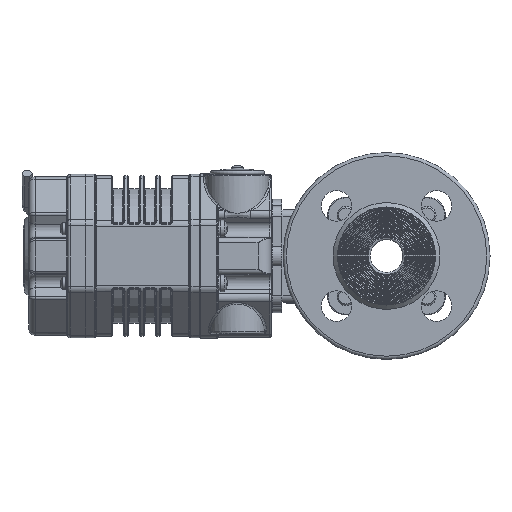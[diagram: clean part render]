
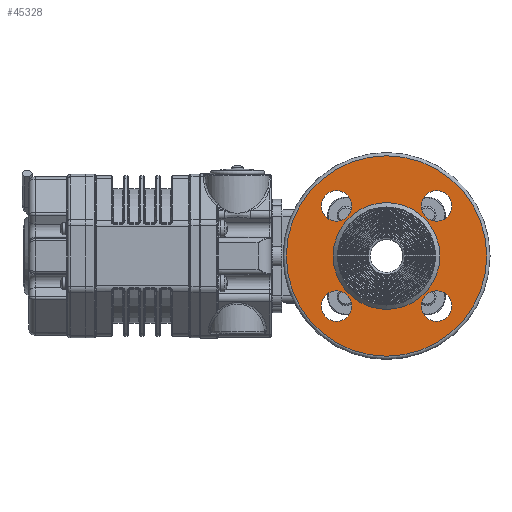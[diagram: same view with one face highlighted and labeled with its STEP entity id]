
A CAD part, left-side view. The second image highlights one B-rep face of the part: STEP entity #45328.
In plain terms, the highlighted planar face has unit normal (-1, 0, 0).
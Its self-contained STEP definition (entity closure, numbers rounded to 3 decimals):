
#6684=PLANE('',#56164);
#11598=ORIENTED_EDGE('',*,*,#23877,.T.);
#11599=ORIENTED_EDGE('',*,*,#23878,.F.);
#11600=ORIENTED_EDGE('',*,*,#23879,.F.);
#11601=ORIENTED_EDGE('',*,*,#23880,.F.);
#11602=ORIENTED_EDGE('',*,*,#23881,.F.);
#11603=ORIENTED_EDGE('',*,*,#23882,.F.);
#23877=EDGE_CURVE('',#30094,#30094,#33854,.T.);
#23878=EDGE_CURVE('',#30095,#30095,#33855,.T.);
#23879=EDGE_CURVE('',#30096,#30096,#33856,.T.);
#23880=EDGE_CURVE('',#30097,#30097,#33857,.T.);
#23881=EDGE_CURVE('',#30098,#30098,#33858,.T.);
#23882=EDGE_CURVE('',#30099,#30099,#33859,.T.);
#30094=VERTEX_POINT('',#102118);
#30095=VERTEX_POINT('',#102120);
#30096=VERTEX_POINT('',#102122);
#30097=VERTEX_POINT('',#102124);
#30098=VERTEX_POINT('',#102126);
#30099=VERTEX_POINT('',#102128);
#33854=CIRCLE('',#56165,46.);
#33855=CIRCLE('',#56166,24.5);
#33856=CIRCLE('',#56167,7.);
#33857=CIRCLE('',#56168,7.);
#33858=CIRCLE('',#56169,7.);
#33859=CIRCLE('',#56170,7.);
#37121=EDGE_LOOP('',(#11598));
#37122=EDGE_LOOP('',(#11599));
#37123=EDGE_LOOP('',(#11600));
#37124=EDGE_LOOP('',(#11601));
#37125=EDGE_LOOP('',(#11602));
#37126=EDGE_LOOP('',(#11603));
#40769=FACE_BOUND('',#37121,.T.);
#40770=FACE_BOUND('',#37122,.T.);
#40771=FACE_BOUND('',#37123,.T.);
#40772=FACE_BOUND('',#37124,.T.);
#40773=FACE_BOUND('',#37125,.T.);
#40774=FACE_BOUND('',#37126,.T.);
#45328=ADVANCED_FACE('',(#40769,#40770,#40771,#40772,#40773,#40774),#6684,
 .F.);
#56164=AXIS2_PLACEMENT_3D('',#102116,#63411,#63412);
#56165=AXIS2_PLACEMENT_3D('',#102117,#63413,#63414);
#56166=AXIS2_PLACEMENT_3D('',#102119,#63415,#63416);
#56167=AXIS2_PLACEMENT_3D('',#102121,#63417,#63418);
#56168=AXIS2_PLACEMENT_3D('',#102123,#63419,#63420);
#56169=AXIS2_PLACEMENT_3D('',#102125,#63421,#63422);
#56170=AXIS2_PLACEMENT_3D('',#102127,#63423,#63424);
#63411=DIRECTION('',(1.,0.,0.));
#63412=DIRECTION('',(0.,0.,-1.));
#63413=DIRECTION('',(-1.,0.,0.));
#63414=DIRECTION('',(0.,0.,1.));
#63415=DIRECTION('',(-1.,0.,0.));
#63416=DIRECTION('',(0.,0.,1.));
#63417=DIRECTION('',(-1.,0.,0.));
#63418=DIRECTION('',(0.,0.,1.));
#63419=DIRECTION('',(-1.,0.,0.));
#63420=DIRECTION('',(0.,0.,1.));
#63421=DIRECTION('',(-1.,0.,0.));
#63422=DIRECTION('',(0.,0.,1.));
#63423=DIRECTION('',(-1.,0.,0.));
#63424=DIRECTION('',(0.,0.,1.));
#102116=CARTESIAN_POINT('',(2.8,24.5,0.));
#102117=CARTESIAN_POINT('',(2.8,0.,0.));
#102118=CARTESIAN_POINT('',(2.8,0.,46.));
#102119=CARTESIAN_POINT('',(2.8,0.,0.));
#102120=CARTESIAN_POINT('',(2.8,0.,24.5));
#102121=CARTESIAN_POINT('',(2.8,22.981,22.981));
#102122=CARTESIAN_POINT('',(2.8,22.981,29.981));
#102123=CARTESIAN_POINT('',(2.8,-22.981,22.981));
#102124=CARTESIAN_POINT('',(2.8,-22.981,29.981));
#102125=CARTESIAN_POINT('',(2.8,-22.981,-22.981));
#102126=CARTESIAN_POINT('',(2.8,-22.981,-15.981));
#102127=CARTESIAN_POINT('',(2.8,22.981,-22.981));
#102128=CARTESIAN_POINT('',(2.8,22.981,-15.981));
